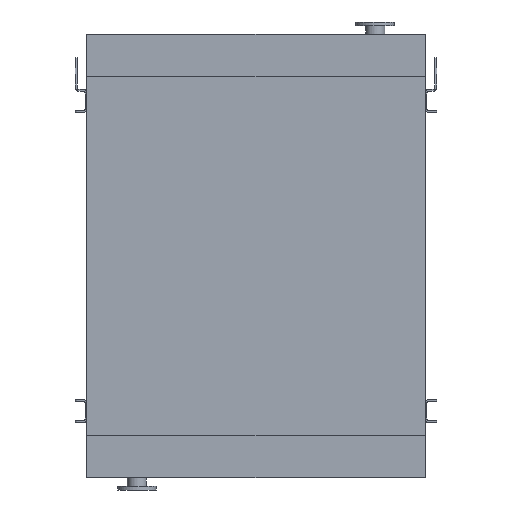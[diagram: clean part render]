
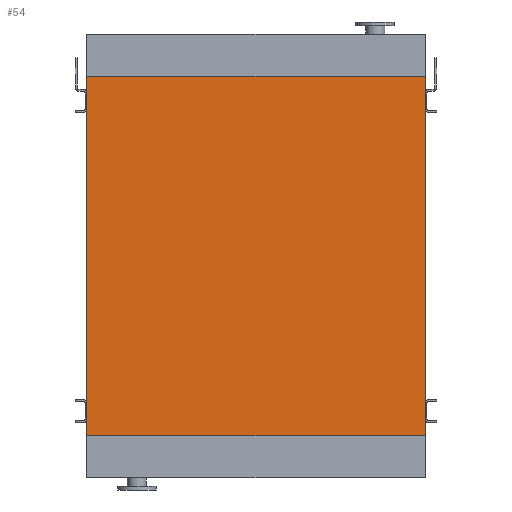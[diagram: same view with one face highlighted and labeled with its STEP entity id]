
A CAD part, front view. The second image highlights one B-rep face of the part: STEP entity #54.
In plain terms, the highlighted planar face has unit normal (0, -1, 0).
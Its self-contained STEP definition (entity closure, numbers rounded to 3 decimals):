
#54 = ADVANCED_FACE ( 'NONE', ( #10922 ), #15174, .T. ) ;
#904 = VECTOR ( 'NONE', #7473, 1000. ) ;
#1313 = CARTESIAN_POINT ( 'NONE',  ( -965., 0., 0. ) ) ;
#1760 = DIRECTION ( 'NONE',  ( 1., 0., 0. ) ) ;
#2699 = ORIENTED_EDGE ( 'NONE', *, *, #3818, .F. ) ;
#2781 = AXIS2_PLACEMENT_3D ( 'NONE', #6686, #5512, #13998 ) ;
#2898 = DIRECTION ( 'NONE',  ( 1., 0., 0. ) ) ;
#3465 = ORIENTED_EDGE ( 'NONE', *, *, #4652, .T. ) ;
#3818 = EDGE_CURVE ( 'NONE', #13459, #14570, #7630, .T. ) ;
#4408 = VECTOR ( 'NONE', #2898, 1000. ) ;
#4652 = EDGE_CURVE ( 'NONE', #6509, #7656, #10649, .T. ) ;
#5472 = EDGE_LOOP ( 'NONE', ( #2699, #15622, #3465, #6714 ) ) ;
#5512 = DIRECTION ( 'NONE',  ( 0., -1., 0. ) ) ;
#5677 = EDGE_CURVE ( 'NONE', #6509, #13459, #9364, .T. ) ;
#6126 = VECTOR ( 'NONE', #10169, 1000. ) ;
#6509 = VERTEX_POINT ( 'NONE', #14585 ) ;
#6686 = CARTESIAN_POINT ( 'NONE',  ( -965., 0., -2050. ) ) ;
#6714 = ORIENTED_EDGE ( 'NONE', *, *, #9136, .T. ) ;
#7473 = DIRECTION ( 'NONE',  ( 0., 0., 1. ) ) ;
#7526 = CARTESIAN_POINT ( 'NONE',  ( 965., 0., -2050. ) ) ;
#7630 = LINE ( 'NONE', #8805, #4408 ) ;
#7656 = VERTEX_POINT ( 'NONE', #15577 ) ;
#8805 = CARTESIAN_POINT ( 'NONE',  ( -965., 0., 0. ) ) ;
#8955 = CARTESIAN_POINT ( 'NONE',  ( -965., 0., -2050. ) ) ;
#9136 = EDGE_CURVE ( 'NONE', #7656, #14570, #10591, .T. ) ;
#9364 = LINE ( 'NONE', #8955, #6126 ) ;
#10169 = DIRECTION ( 'NONE',  ( 0., 0., 1. ) ) ;
#10269 = VECTOR ( 'NONE', #1760, 1000. ) ;
#10591 = LINE ( 'NONE', #7526, #904 ) ;
#10649 = LINE ( 'NONE', #12744, #10269 ) ;
#10922 = FACE_OUTER_BOUND ( 'NONE', #5472, .T. ) ;
#11191 = CARTESIAN_POINT ( 'NONE',  ( 965., 0., 0. ) ) ;
#12744 = CARTESIAN_POINT ( 'NONE',  ( -965., 0., -2050. ) ) ;
#13459 = VERTEX_POINT ( 'NONE', #1313 ) ;
#13998 = DIRECTION ( 'NONE',  ( 0., 0., -1. ) ) ;
#14570 = VERTEX_POINT ( 'NONE', #11191 ) ;
#14585 = CARTESIAN_POINT ( 'NONE',  ( -965., 0., -2050. ) ) ;
#15174 = PLANE ( 'NONE',  #2781 ) ;
#15577 = CARTESIAN_POINT ( 'NONE',  ( 965., 0., -2050. ) ) ;
#15622 = ORIENTED_EDGE ( 'NONE', *, *, #5677, .F. ) ;
